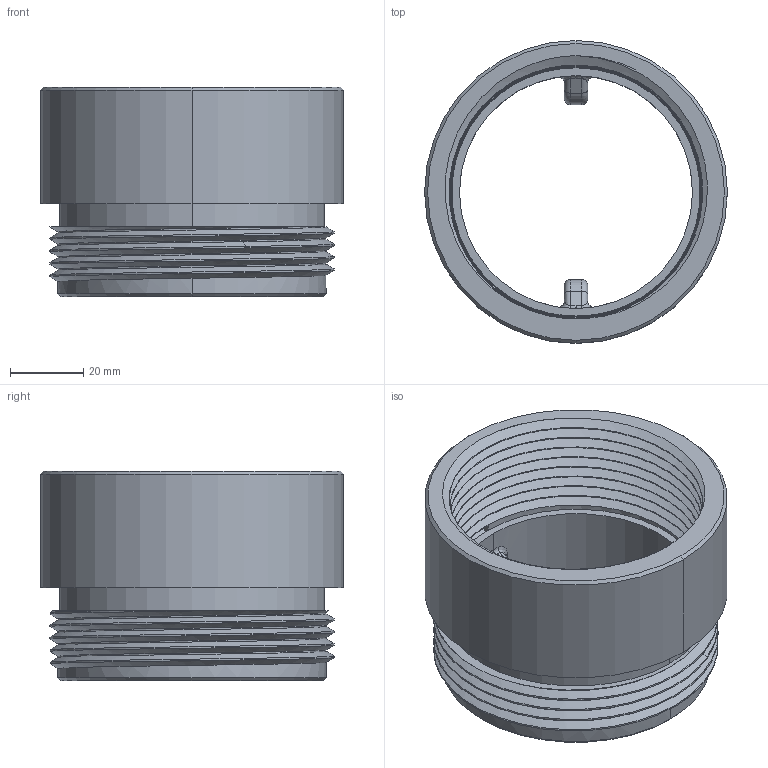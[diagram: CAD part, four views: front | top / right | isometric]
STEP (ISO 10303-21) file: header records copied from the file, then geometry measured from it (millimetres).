
FILE_DESCRIPTION((''),'2;1');
FILE_NAME('B01558','2013-10-09T',('sobri'),(''),'PRO/ENGINEER BY PARAMETRIC TECHNOLOGY CORPORATION, 2011180','PRO/ENGINEER BY PARAMETRIC TECHNOLOGY CORPORATION, 2011180','');
FILE_SCHEMA(('CONFIG_CONTROL_DESIGN'));
Length unit declared in the file: inch
Products named in the file (1): B01558
Bounding box: 82.55 x 82.55 x 57.15 mm (x, y, z)
Volume: 77724.2 mm3; surface area: 39323.8 mm2
Topology: 1 solids, 1 shells, 111 faces, 269 edges, 163 vertices
Faces by surface type: cylinder 35, bspline 29, cone 22, plane 17, torus 8
Entity records: 7906 total; most frequent: CARTESIAN_POINT 5534, ORIENTED_EDGE 538, DIRECTION 401, EDGE_CURVE 269, VERTEX_POINT 163, AXIS2_PLACEMENT_3D 155, EDGE_LOOP 116, FACE_OUTER_BOUND 111
